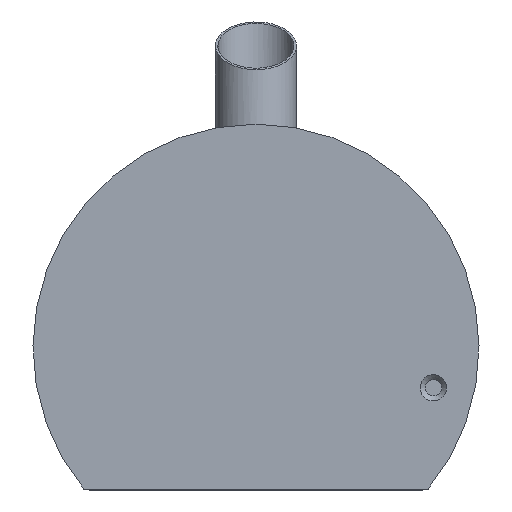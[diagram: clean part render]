
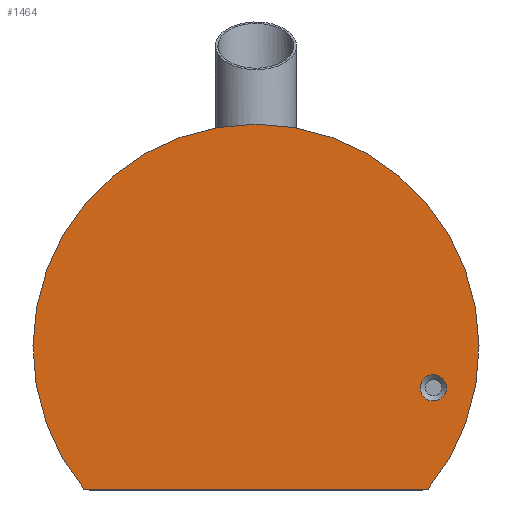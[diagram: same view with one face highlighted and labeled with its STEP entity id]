
A CAD part, top view. The second image highlights one B-rep face of the part: STEP entity #1464.
In plain terms, the highlighted planar face has unit normal (0, 0, 1).
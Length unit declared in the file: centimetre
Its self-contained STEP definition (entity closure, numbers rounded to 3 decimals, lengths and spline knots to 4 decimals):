
#189=LINE('',#2737,#314);
#314=VECTOR('',#2057,1.);
#360=FACE_BOUND('',#552,.T.);
#447=FACE_OUTER_BOUND('',#551,.T.);
#551=EDGE_LOOP('',(#1321,#1322));
#552=EDGE_LOOP('',(#1323));
#613=CIRCLE('',#1622,5.2);
#616=CIRCLE('',#1626,88.);
#739=VERTEX_POINT('',#2721);
#743=VERTEX_POINT('',#2730);
#744=VERTEX_POINT('',#2732);
#930=EDGE_CURVE('',#739,#739,#613,.T.);
#935=EDGE_CURVE('',#744,#743,#616,.T.);
#938=EDGE_CURVE('',#743,#744,#189,.T.);
#1321=ORIENTED_EDGE('',*,*,#938,.T.);
#1322=ORIENTED_EDGE('',*,*,#935,.T.);
#1323=ORIENTED_EDGE('',*,*,#930,.T.);
#1377=PLANE('',#1628);
#1464=ADVANCED_FACE('',(#447,#360),#1377,.T.);
#1622=AXIS2_PLACEMENT_3D('',#2722,#2041,#2042);
#1626=AXIS2_PLACEMENT_3D('',#2733,#2051,#2052);
#1628=AXIS2_PLACEMENT_3D('',#2738,#2058,#2059);
#2041=DIRECTION('center_axis',(0.,0.,-1.));
#2042=DIRECTION('ref_axis',(1.,0.,0.));
#2051=DIRECTION('center_axis',(0.,0.,1.));
#2052=DIRECTION('ref_axis',(0.771,-0.636,0.));
#2057=DIRECTION('',(1.,0.,0.));
#2058=DIRECTION('center_axis',(0.,0.,1.));
#2059=DIRECTION('ref_axis',(0.,1.,0.));
#2721=CARTESIAN_POINT('',(64.8,40.,2.));
#2722=CARTESIAN_POINT('Origin',(70.,40.,2.));
#2730=CARTESIAN_POINT('',(-67.8823,0.,2.));
#2732=CARTESIAN_POINT('',(67.8823,0.,2.));
#2733=CARTESIAN_POINT('Origin',(0.,56.,2.));
#2737=CARTESIAN_POINT('',(-67.8823,0.,2.));
#2738=CARTESIAN_POINT('Origin',(0.,59.1271,2.));
